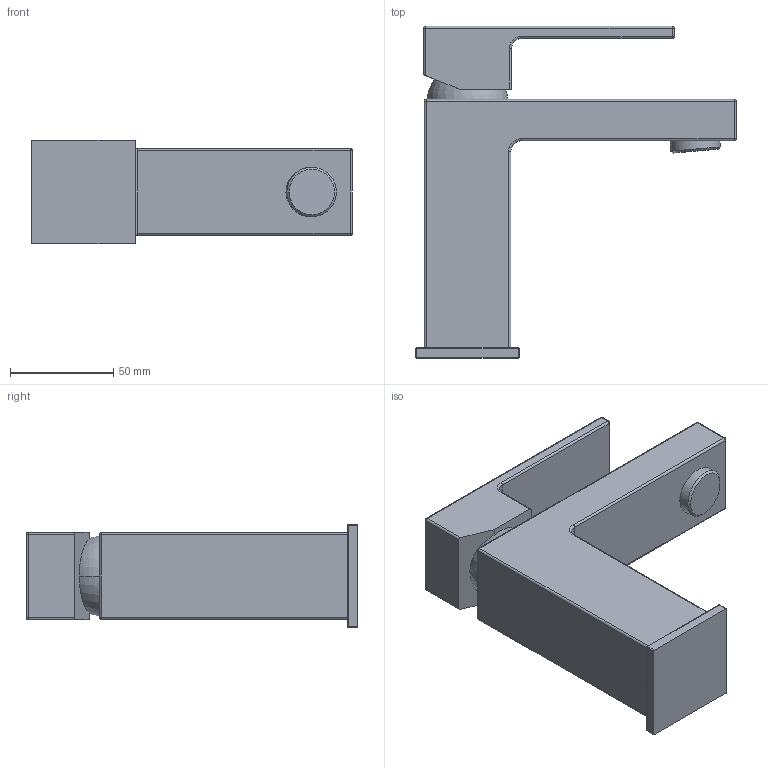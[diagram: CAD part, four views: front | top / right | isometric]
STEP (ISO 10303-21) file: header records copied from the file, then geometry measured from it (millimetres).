
FILE_DESCRIPTION(('CoCreate Modeling STEP Export'),'2;1');
FILE_NAME('84.211R.stp','2012-05-29T15:37:10',(''),(''),'CoCreate Modeling STEP processor for AP214 (Solid Model)','CoCreate Modeling 17.0 01-Apr-2010 (C) Parametric Technology GmbH','');
FILE_SCHEMA(('AUTOMOTIVE_DESIGN { 1 0 10303 214 1 1 1 1 }'));
Length unit declared in the file: millimetre
Products named in the file (1): 1
Bounding box: 155 x 160.5 x 50 mm (x, y, z)
Volume: 397135.3 mm3; surface area: 53698.1 mm2
Topology: 1 solids, 1 shells, 85 faces, 198 edges, 102 vertices
Faces by surface type: cylinder 38, plane 23, sphere 16, torus 6, cone 2
Entity records: 2446 total; most frequent: CARTESIAN_POINT 571, DIRECTION 423, ORIENTED_EDGE 364, EDGE_CURVE 182, AXIS2_PLACEMENT_3D 166, VERTEX_POINT 102, VECTOR 91, LINE 91
